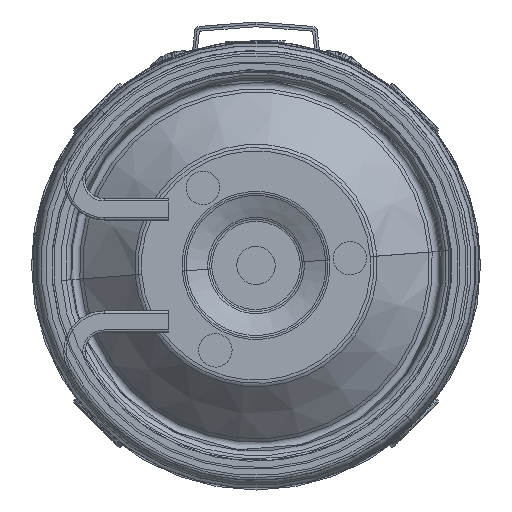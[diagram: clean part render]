
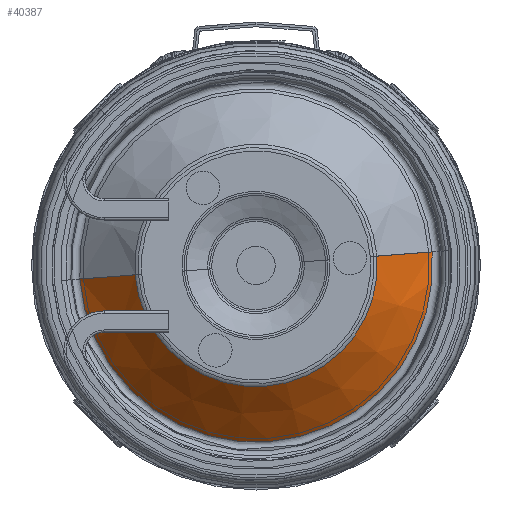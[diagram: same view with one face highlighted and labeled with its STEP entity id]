
A CAD part, front view. The second image highlights one B-rep face of the part: STEP entity #40387.
In plain terms, the highlighted conical face has half-angle 46.546 degrees and reference radius 25.375 mm.
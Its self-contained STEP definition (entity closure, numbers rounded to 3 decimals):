
#1634 = CONICAL_SURFACE ( 'NONE', #39057, 25.376, 0.812 ) ;
#3925 = ORIENTED_EDGE ( 'NONE', *, *, #34991, .T. ) ;
#5267 = FACE_OUTER_BOUND ( 'NONE', #40470, .T. ) ;
#5482 = EDGE_CURVE ( 'NONE', #24311, #21023, #29687, .T. ) ;
#7363 = CARTESIAN_POINT ( 'NONE',  ( 0., 11.526, -36.962 ) ) ;
#7844 = CARTESIAN_POINT ( 'NONE',  ( 0., 11.526, 36.962 ) ) ;
#9198 = EDGE_CURVE ( 'NONE', #24311, #20641, #22507, .T. ) ;
#11941 = DIRECTION ( 'NONE',  ( 0., 0., 1. ) ) ;
#13249 = VECTOR ( 'NONE', #15834, 1000. ) ;
#14330 = EDGE_CURVE ( 'NONE', #20641, #30605, #31861, .T. ) ;
#15834 = DIRECTION ( 'NONE',  ( 0., 0.688, 0.726 ) ) ;
#15953 = CARTESIAN_POINT ( 'NONE',  ( 0., 0.548, -25.376 ) ) ;
#16933 = AXIS2_PLACEMENT_3D ( 'NONE', #33352, #17644, #24142 ) ;
#17644 = DIRECTION ( 'NONE',  ( 0., 1., 0. ) ) ;
#18049 = VECTOR ( 'NONE', #32356, 1000. ) ;
#18286 = CARTESIAN_POINT ( 'NONE',  ( 0., 0.548, 0. ) ) ;
#20641 = VERTEX_POINT ( 'NONE', #7363 ) ;
#21023 = VERTEX_POINT ( 'NONE', #33494 ) ;
#22507 = LINE ( 'NONE', #35076, #18049 ) ;
#23633 = ORIENTED_EDGE ( 'NONE', *, *, #9198, .F. ) ;
#24142 = DIRECTION ( 'NONE',  ( 0., 0., 1. ) ) ;
#24311 = VERTEX_POINT ( 'NONE', #15953 ) ;
#24867 = CARTESIAN_POINT ( 'NONE',  ( 0., 0.548, 25.376 ) ) ;
#27018 = DIRECTION ( 'NONE',  ( 0., 0., 1. ) ) ;
#27896 = CARTESIAN_POINT ( 'NONE',  ( 0., 11.526, 0. ) ) ;
#29213 = AXIS2_PLACEMENT_3D ( 'NONE', #27896, #41039, #11941 ) ;
#29687 = CIRCLE ( 'NONE', #16933, 25.376 ) ;
#30605 = VERTEX_POINT ( 'NONE', #7844 ) ;
#31067 = DIRECTION ( 'NONE',  ( 0., 1., 0. ) ) ;
#31781 = LINE ( 'NONE', #24867, #13249 ) ;
#31861 = CIRCLE ( 'NONE', #29213, 36.962 ) ;
#32356 = DIRECTION ( 'NONE',  ( 0., 0.688, -0.726 ) ) ;
#32482 = ORIENTED_EDGE ( 'NONE', *, *, #14330, .F. ) ;
#33352 = CARTESIAN_POINT ( 'NONE',  ( 0., 0.548, 0. ) ) ;
#33494 = CARTESIAN_POINT ( 'NONE',  ( 0., 0.548, 25.376 ) ) ;
#34991 = EDGE_CURVE ( 'NONE', #21023, #30605, #31781, .T. ) ;
#35076 = CARTESIAN_POINT ( 'NONE',  ( 0., 0.548, -25.376 ) ) ;
#39057 = AXIS2_PLACEMENT_3D ( 'NONE', #18286, #31067, #27018 ) ;
#40387 = ADVANCED_FACE ( 'NONE', ( #5267 ), #1634, .T. ) ;
#40470 = EDGE_LOOP ( 'NONE', ( #23633, #40662, #3925, #32482 ) ) ;
#40662 = ORIENTED_EDGE ( 'NONE', *, *, #5482, .T. ) ;
#41039 = DIRECTION ( 'NONE',  ( 0., 1., 0. ) ) ;
